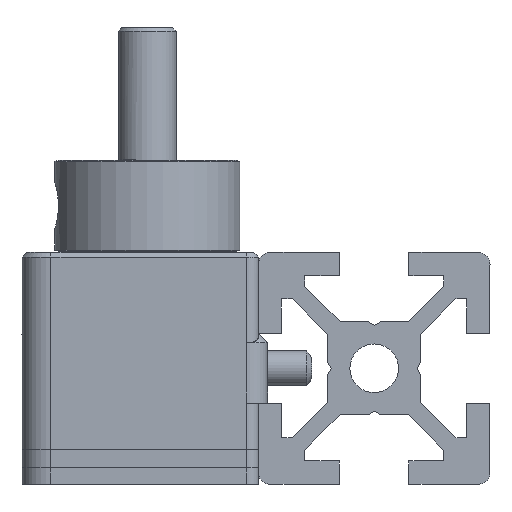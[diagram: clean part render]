
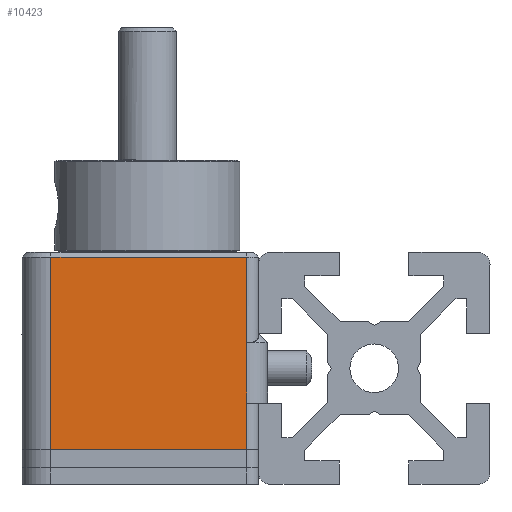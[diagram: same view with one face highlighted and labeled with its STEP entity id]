
A CAD part, front view. The second image highlights one B-rep face of the part: STEP entity #10423.
In plain terms, the highlighted planar face has unit normal (0, -1, 0).
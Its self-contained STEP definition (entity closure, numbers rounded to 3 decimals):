
#1391=FACE_OUTER_BOUND('',#2020,.T.);
#2020=EDGE_LOOP('',(#8893,#8894,#8895,#8896,#8897,#8898));
#2997=LINE('',#19655,#3956);
#2998=LINE('',#19658,#3957);
#2999=LINE('',#19659,#3958);
#3000=LINE('',#19661,#3959);
#3001=LINE('',#19663,#3960);
#3002=LINE('',#19664,#3961);
#3956=VECTOR('',#13934,10.);
#3957=VECTOR('',#13937,10.);
#3958=VECTOR('',#13938,10.);
#3959=VECTOR('',#13939,10.);
#3960=VECTOR('',#13940,10.);
#3961=VECTOR('',#13941,2.5);
#4861=VERTEX_POINT('',#19437);
#4936=VERTEX_POINT('',#19651);
#4937=VERTEX_POINT('',#19653);
#4938=VERTEX_POINT('',#19657);
#4939=VERTEX_POINT('',#19660);
#4940=VERTEX_POINT('',#19662);
#6307=EDGE_CURVE('',#4937,#4936,#2997,.T.);
#6308=EDGE_CURVE('',#4938,#4936,#2998,.T.);
#6309=EDGE_CURVE('',#4861,#4937,#2999,.T.);
#6310=EDGE_CURVE('',#4939,#4861,#3000,.T.);
#6311=EDGE_CURVE('',#4940,#4939,#3001,.T.);
#6312=EDGE_CURVE('',#4938,#4940,#3002,.T.);
#8893=ORIENTED_EDGE('',*,*,#6308,.T.);
#8894=ORIENTED_EDGE('',*,*,#6307,.F.);
#8895=ORIENTED_EDGE('',*,*,#6309,.F.);
#8896=ORIENTED_EDGE('',*,*,#6310,.F.);
#8897=ORIENTED_EDGE('',*,*,#6311,.F.);
#8898=ORIENTED_EDGE('',*,*,#6312,.F.);
#9961=PLANE('',#11379);
#10423=ADVANCED_FACE('',(#1391),#9961,.T.);
#11379=AXIS2_PLACEMENT_3D('',#19656,#13935,#13936);
#13934=DIRECTION('',(0.,0.,-1.));
#13935=DIRECTION('center_axis',(0.,-1.,
0.));
#13936=DIRECTION('ref_axis',(-1.,0.,0.));
#13937=DIRECTION('',(1.,0.,0.));
#13938=DIRECTION('',(0.,0.,-1.));
#13939=DIRECTION('',(0.,0.,-1.));
#13940=DIRECTION('',(1.,0.,0.));
#13941=DIRECTION('',(0.,0.,1.));
#19437=CARTESIAN_POINT('',(-3.417,-0.331,-4.194));
#19651=CARTESIAN_POINT('',(-3.417,-0.331,-13.404));
#19653=CARTESIAN_POINT('',(-3.417,-0.331,-9.404));
#19655=CARTESIAN_POINT('',(-3.417,-0.331,-14.604));
#19656=CARTESIAN_POINT('Origin',(-2.5,-0.331,0.696));
#19657=CARTESIAN_POINT('',(-20.317,-0.331,-13.404));
#19658=CARTESIAN_POINT('',(-2.458,-0.331,-13.404));
#19659=CARTESIAN_POINT('',(-3.417,-0.331,0.696));
#19660=CARTESIAN_POINT('',(-3.417,-0.331,3.196));
#19661=CARTESIAN_POINT('',(-3.417,-0.331,0.696));
#19662=CARTESIAN_POINT('',(-20.317,-0.331,3.196));
#19663=CARTESIAN_POINT('',(-7.25,-0.331,3.196));
#19664=CARTESIAN_POINT('',(-20.317,-0.331,0.696));
